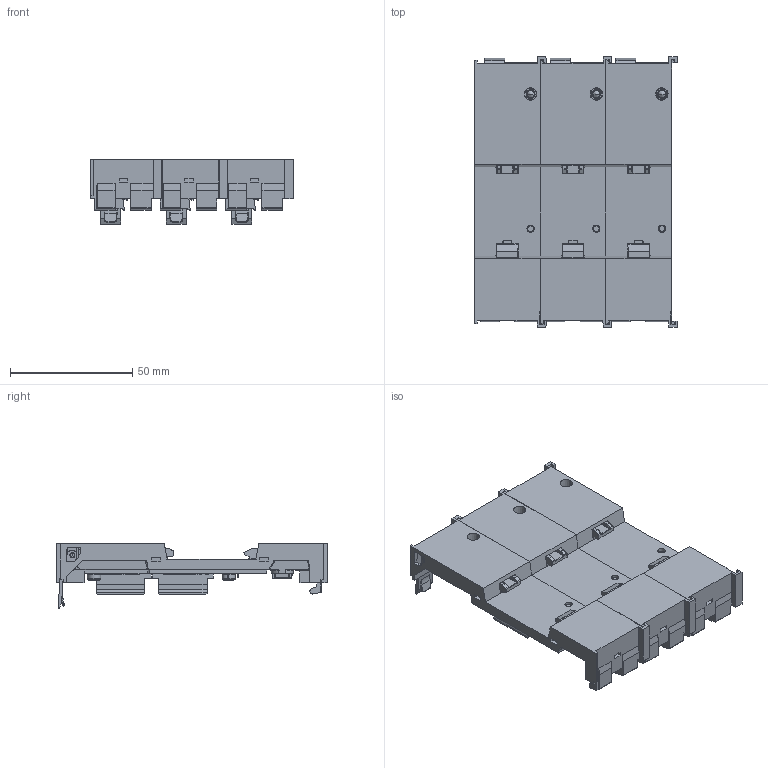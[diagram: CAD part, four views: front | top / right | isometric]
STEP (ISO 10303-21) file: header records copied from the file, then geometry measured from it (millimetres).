
FILE_DESCRIPTION((''),'2;1');
FILE_NAME('BASE_STACK_ASM','2025-01-03T14:34:36',('athul.vasudevan'),(''),'CREO PARAMETRIC BY PTC INC, 2023352','CREO PARAMETRIC BY PTC INC, 2023352','');
FILE_SCHEMA(('CONFIG_CONTROL_DESIGN'));
Products named in the file (1): BASE_STACK_ASM
Bounding box: 82.85 x 110.5 x 26.48 mm (x, y, z)
Surface area: 56276.7 mm2 (no closed solid volume)
Topology: 0 solids, 179 shells, 1779 faces, 8199 edges, 6396 vertices
Faces by surface type: plane 1225, cylinder 281, torus 92, bspline 89, cone 80, sphere 7, extrusion 5
Entity records: 92553 total; most frequent: CARTESIAN_POINT 31408, ORIENTED_EDGE 11574, DIRECTION 10841, EDGE_CURVE 8180, VERTEX_POINT 6396, VECTOR 5953, LINE 5948, AXIS2_PLACEMENT_3D 2444
